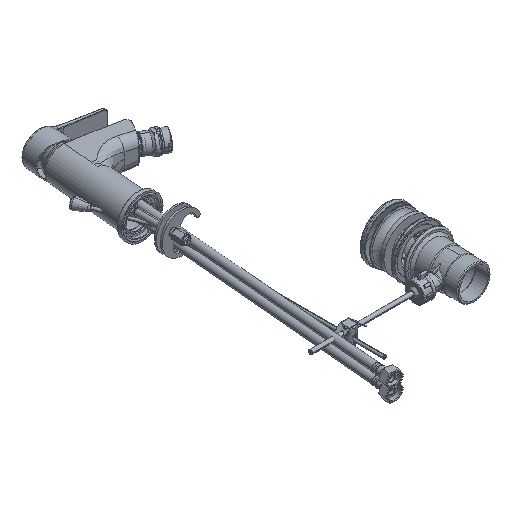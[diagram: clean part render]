
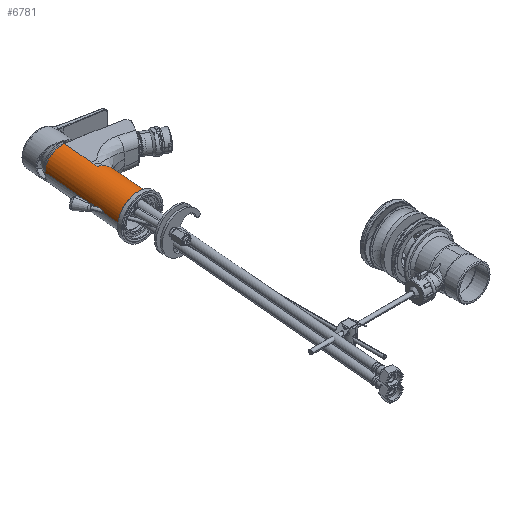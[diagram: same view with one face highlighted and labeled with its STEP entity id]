
A CAD part, isometric view. The second image highlights one B-rep face of the part: STEP entity #6781.
In plain terms, the highlighted cylindrical face has radius 21.2 mm (diameter 42.4 mm), a partial arc.
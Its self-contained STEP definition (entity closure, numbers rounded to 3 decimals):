
#570=CARTESIAN_POINT('',(-19.242,23.301,0.));
#591=CARTESIAN_POINT('',(-18.211,35.087,0.));
#593=CARTESIAN_POINT('',(-21.284,-0.031,0.));
#617=CARTESIAN_POINT('',(21.284,0.031,
0.));
#619=DIRECTION('',(0.087,0.996,0.));
#620=VECTOR('',#619,48.567);
#621=CARTESIAN_POINT('',(21.284,0.031,
0.));
#622=LINE('',#621,#620);
#781=CARTESIAN_POINT('',(-18.211,35.087,0.));
#782=CARTESIAN_POINT('',(-18.211,35.087,0.132));
#783=CARTESIAN_POINT('',(-18.214,35.034,0.388));
#784=CARTESIAN_POINT('',(-18.223,34.803,0.759));
#785=CARTESIAN_POINT('',(-18.239,34.458,1.091));
#786=CARTESIAN_POINT('',(-18.26,34.009,1.393));
#787=CARTESIAN_POINT('',(-18.287,33.489,1.656));
#788=CARTESIAN_POINT('',(-18.319,32.896,1.888));
#789=CARTESIAN_POINT('',(-18.359,32.206,2.097));
#790=CARTESIAN_POINT('',(-18.411,31.4,2.279));
#791=CARTESIAN_POINT('',(-18.474,30.494,2.416));
#792=CARTESIAN_POINT('',(-18.549,29.531,2.495));
#793=CARTESIAN_POINT('',(-18.634,28.551,2.508));
#794=CARTESIAN_POINT('',(-18.725,27.588,2.451));
#795=CARTESIAN_POINT('',(-18.819,26.671,2.325));
#796=CARTESIAN_POINT('',(-18.912,25.844,2.136));
#797=CARTESIAN_POINT('',(-18.999,25.12,1.894));
#798=CARTESIAN_POINT('',(-19.077,24.504,1.602));
#799=CARTESIAN_POINT('',(-19.143,24.006,1.27));
#800=CARTESIAN_POINT('',(-19.197,23.617,0.892));
#801=CARTESIAN_POINT('',(-19.234,23.358,0.453));
#802=CARTESIAN_POINT('',(-19.242,23.301,0.154));
#803=CARTESIAN_POINT('',(-19.242,23.301,0.));
#805=DIRECTION('',(0.087,0.996,0.));
#806=VECTOR('',#805,68.47);
#807=CARTESIAN_POINT('',(-18.211,35.087,0.));
#808=LINE('',#807,#806);
#809=DIRECTION('',(-0.087,-0.996,0.));
#810=VECTOR('',#809,37.05);
#811=CARTESIAN_POINT('',(9.973,101.352,21.171));
#812=LINE('',#811,#810);
#813=CARTESIAN_POINT('',(6.047,56.491,21.171));
#814=CARTESIAN_POINT('',(6.428,56.358,21.151));
#815=CARTESIAN_POINT('',(7.185,56.088,21.089));
#816=CARTESIAN_POINT('',(8.127,55.746,20.958));
#817=CARTESIAN_POINT('',(8.873,55.471,20.821));
#818=CARTESIAN_POINT('',(9.337,55.299,20.722));
#819=CARTESIAN_POINT('',(9.706,55.16,20.636));
#820=CARTESIAN_POINT('',(9.982,55.056,20.567));
#821=CARTESIAN_POINT('',(10.252,54.955,20.495));
#822=CARTESIAN_POINT('',(10.433,54.883,20.444));
#823=CARTESIAN_POINT('',(10.525,54.85,20.418));
#824=CARTESIAN_POINT('',(10.53,54.849,20.417));
#826=CARTESIAN_POINT('',(10.53,54.849,20.417));
#827=CARTESIAN_POINT('',(12.649,54.042,19.807));
#828=CARTESIAN_POINT('',(16.69,52.413,17.882));
#829=CARTESIAN_POINT('',(21.579,50.263,13.135));
#830=CARTESIAN_POINT('',(24.773,48.77,6.963));
#831=CARTESIAN_POINT('',(25.517,48.413,2.322));
#832=CARTESIAN_POINT('',(25.517,48.413,0.));
#834=DIRECTION('',(0.087,0.996,0.));
#835=VECTOR('',#834,23.421);
#836=CARTESIAN_POINT('',(-21.284,-0.031,0.));
#837=LINE('',#836,#835);
#852=CARTESIAN_POINT('',(8.876,101.449,0.));
#853=DIRECTION('',(-0.087,-0.996,0.));
#854=DIRECTION('',(0.052,-0.005,0.999));
#855=AXIS2_PLACEMENT_3D('',#852,#853,#854);
#4239=DIRECTION('',(0.087,0.996,0.));
#4240=VECTOR('',#4239,3.941);
#4241=CARTESIAN_POINT('',(6.4,60.517,21.171));
#4242=LINE('',#4241,#4240);
#4243=CARTESIAN_POINT('',(6.744,64.444,21.171));
#4355=DIRECTION('',(0.087,0.996,0.));
#4356=VECTOR('',#4355,4.041);
#4357=CARTESIAN_POINT('',(6.047,56.491,21.171));
#4358=LINE('',#4357,#4356);
#4382=CARTESIAN_POINT('',(-21.284,-0.031,0.));
#4383=CARTESIAN_POINT('',(-21.284,-0.031,
1.247));
#4384=CARTESIAN_POINT('',(-21.064,-0.049,
3.735));
#4385=CARTESIAN_POINT('',(-20.082,-0.006,
7.338));
#4386=CARTESIAN_POINT('',(-18.498,-0.041,
10.703));
#4387=CARTESIAN_POINT('',(-16.359,-0.013,
13.727));
#4388=CARTESIAN_POINT('',(-13.731,-0.023,
16.338));
#4389=CARTESIAN_POINT('',(-10.685,-0.014,
18.458));
#4390=CARTESIAN_POINT('',(-7.322,-0.013,
20.02));
#4391=CARTESIAN_POINT('',(-3.727,0.01,
20.982));
#4392=CARTESIAN_POINT('',(-1.244,-0.015,
21.2));
#4393=CARTESIAN_POINT('',(0.,0.001,
21.2));
#4395=CARTESIAN_POINT('',(0.,0.001,
21.2));
#4396=CARTESIAN_POINT('',(1.243,0.016,21.2));
#4397=CARTESIAN_POINT('',(3.724,-0.011,
20.982));
#4398=CARTESIAN_POINT('',(7.32,0.013,20.021));
#4399=CARTESIAN_POINT('',(10.686,0.014,18.458));
#4400=CARTESIAN_POINT('',(13.734,0.023,16.336));
#4401=CARTESIAN_POINT('',(16.365,0.013,13.721));
#4402=CARTESIAN_POINT('',(18.503,0.041,10.695));
#4403=CARTESIAN_POINT('',(20.086,0.006,7.328));
#4404=CARTESIAN_POINT('',(21.065,0.049,3.727));
#4405=CARTESIAN_POINT('',(21.284,0.031,1.244));
#4406=CARTESIAN_POINT('',(21.284,0.031,
0.));
#5433=VERTEX_POINT('',#593);
#5435=VERTEX_POINT('',#617);
#5436=CARTESIAN_POINT('',(25.517,48.413,0.));
#5437=VERTEX_POINT('',#5436);
#5443=VERTEX_POINT('',#4243);
#5446=VERTEX_POINT('',#826);
#5448=CARTESIAN_POINT('',(6.4,60.517,21.171));
#5449=VERTEX_POINT('',#5448);
#5450=CARTESIAN_POINT('',(6.047,56.491,21.171));
#5451=VERTEX_POINT('',#5450);
#5452=VERTEX_POINT('',#4395);
#5573=VERTEX_POINT('',#570);
#5574=VERTEX_POINT('',#591);
#5575=CARTESIAN_POINT('',(-12.244,103.296,0.));
#5576=VERTEX_POINT('',#5575);
#5651=CARTESIAN_POINT('',(9.973,101.352,21.171));
#5652=VERTEX_POINT('',#5651);
#6755=CARTESIAN_POINT('',(11.155,127.499,0.));
#6756=DIRECTION('',(-0.087,-0.996,0.));
#6757=DIRECTION('',(-0.996,0.087,0.));
#6758=AXIS2_PLACEMENT_3D('',#6755,#6756,#6757);
#6759=CYLINDRICAL_SURFACE('',#6758,21.2);
#6760=ORIENTED_EDGE('',*,*,#6749,.F.);
#6761=ORIENTED_EDGE('',*,*,#6668,.T.);
#6763=ORIENTED_EDGE('',*,*,#6762,.F.);
#6764=ORIENTED_EDGE('',*,*,#6333,.T.);
#6766=ORIENTED_EDGE('',*,*,#6765,.F.);
#6768=ORIENTED_EDGE('',*,*,#6767,.F.);
#6770=ORIENTED_EDGE('',*,*,#6769,.T.);
#6772=ORIENTED_EDGE('',*,*,#6771,.T.);
#6773=ORIENTED_EDGE('',*,*,#6656,.F.);
#6775=ORIENTED_EDGE('',*,*,#6774,.F.);
#6777=ORIENTED_EDGE('',*,*,#6776,.F.);
#6778=ORIENTED_EDGE('',*,*,#6650,.T.);
#6779=EDGE_LOOP('',(#6760,#6761,#6763,#6764,#6766,#6768,#6770,#6772,#6773,#6775,
#6777,#6778));
#6780=FACE_OUTER_BOUND('',#6779,.F.);
#6781=ADVANCED_FACE('',(#6780),#6759,.T.);
#804=B_SPLINE_CURVE_WITH_KNOTS('',3,(#781,#782,#783,#784,#785,#786,#787,#788,
#789,#790,#791,#792,#793,#794,#795,#796,#797,#798,#799,#800,#801,#802,#803),
.UNSPECIFIED.,.F.,.F.,(4,1,1,1,1,1,1,1,1,1,1,1,1,1,1,1,1,1,1,1,4),(0.,0.05,
0.1,0.15,0.2,0.25,0.3,0.35,0.4,0.45,0.5,0.55,0.6,0.65,
0.7,0.75,0.8,0.85,0.9,0.95,1.),.UNSPECIFIED.);
#825=B_SPLINE_CURVE_WITH_KNOTS('',3,(#813,#814,#815,#816,#817,#818,#819,#820,
#821,#822,#823,#824),.UNSPECIFIED.,.F.,.F.,(4,1,1,1,1,1,1,1,1,4),(0.,
0.25,0.5,0.625,0.75,
0.813,0.875,0.938,0.997,1.),
.UNSPECIFIED.);
#833=B_SPLINE_CURVE_WITH_KNOTS('',3,(#826,#827,#828,#829,#830,#831,#832),
.UNSPECIFIED.,.F.,.F.,(4,1,1,1,4),(0.,0.25,0.5,0.75,1.),
.UNSPECIFIED.);
#856=CIRCLE('',#855,21.2);
#4394=B_SPLINE_CURVE_WITH_KNOTS('',3,(#4382,#4383,#4384,#4385,#4386,#4387,#4388,
#4389,#4390,#4391,#4392,#4393),.UNSPECIFIED.,.F.,.F.,(4,1,1,1,1,1,1,1,1,4),
(0.,0.111,0.222,0.333,0.444,
0.556,0.667,0.778,0.889,1.),
.UNSPECIFIED.);
#4407=B_SPLINE_CURVE_WITH_KNOTS('',3,(#4395,#4396,#4397,#4398,#4399,#4400,#4401,
#4402,#4403,#4404,#4405,#4406),.UNSPECIFIED.,.F.,.F.,(4,1,1,1,1,1,1,1,1,4),
(0.,0.111,0.222,0.333,0.444,
0.556,0.667,0.778,0.889,1.),
.UNSPECIFIED.);
#6333=EDGE_CURVE('',#5652,#5443,#812,.T.);
#6650=EDGE_CURVE('',#5433,#5573,#837,.T.);
#6656=EDGE_CURVE('',#5435,#5437,#622,.T.);
#6668=EDGE_CURVE('',#5574,#5576,#808,.T.);
#6749=EDGE_CURVE('',#5574,#5573,#804,.T.);
#6762=EDGE_CURVE('',#5652,#5576,#856,.T.);
#6765=EDGE_CURVE('',#5449,#5443,#4242,.T.);
#6767=EDGE_CURVE('',#5451,#5449,#4358,.T.);
#6769=EDGE_CURVE('',#5451,#5446,#825,.T.);
#6771=EDGE_CURVE('',#5446,#5437,#833,.T.);
#6774=EDGE_CURVE('',#5452,#5435,#4407,.T.);
#6776=EDGE_CURVE('',#5433,#5452,#4394,.T.);
